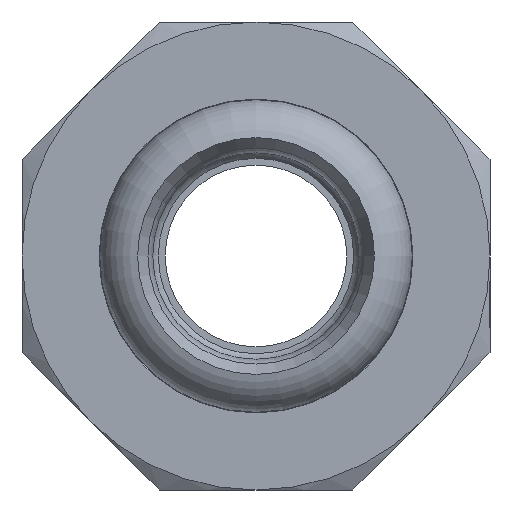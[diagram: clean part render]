
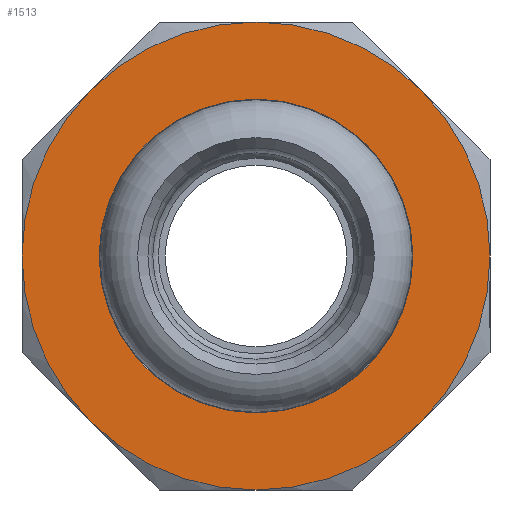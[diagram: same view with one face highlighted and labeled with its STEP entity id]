
A CAD part, front view. The second image highlights one B-rep face of the part: STEP entity #1513.
In plain terms, the highlighted planar face has unit normal (0, -1, 0).
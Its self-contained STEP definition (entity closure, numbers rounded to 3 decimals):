
#16=FACE_BOUND('',#382,.T.);
#39=PLANE('',#1710);
#291=FACE_OUTER_BOUND('',#381,.T.);
#381=EDGE_LOOP('',(#1238,#1239,#1240,#1241,#1242,#1243,#1244,#1245));
#382=EDGE_LOOP('',(#1246));
#509=CIRCLE('',#1678,17.);
#510=CIRCLE('',#1680,17.);
#511=CIRCLE('',#1682,17.);
#512=CIRCLE('',#1684,17.);
#513=CIRCLE('',#1686,17.);
#514=CIRCLE('',#1688,17.);
#515=CIRCLE('',#1690,17.);
#516=CIRCLE('',#1692,17.);
#523=CIRCLE('',#1711,11.4);
#657=VERTEX_POINT('',#2579);
#659=VERTEX_POINT('',#2584);
#660=VERTEX_POINT('',#2590);
#662=VERTEX_POINT('',#2600);
#664=VERTEX_POINT('',#2610);
#667=VERTEX_POINT('',#2624);
#669=VERTEX_POINT('',#2634);
#671=VERTEX_POINT('',#2644);
#679=VERTEX_POINT('',#2692);
#848=EDGE_CURVE('',#659,#657,#509,.T.);
#851=EDGE_CURVE('',#657,#660,#510,.T.);
#854=EDGE_CURVE('',#660,#662,#511,.T.);
#857=EDGE_CURVE('',#662,#664,#512,.T.);
#859=EDGE_CURVE('',#664,#667,#513,.T.);
#862=EDGE_CURVE('',#667,#669,#514,.T.);
#865=EDGE_CURVE('',#669,#671,#515,.T.);
#868=EDGE_CURVE('',#671,#659,#516,.T.);
#886=EDGE_CURVE('',#679,#679,#523,.T.);
#1238=ORIENTED_EDGE('',*,*,#862,.F.);
#1239=ORIENTED_EDGE('',*,*,#859,.F.);
#1240=ORIENTED_EDGE('',*,*,#857,.F.);
#1241=ORIENTED_EDGE('',*,*,#854,.F.);
#1242=ORIENTED_EDGE('',*,*,#851,.F.);
#1243=ORIENTED_EDGE('',*,*,#848,.F.);
#1244=ORIENTED_EDGE('',*,*,#868,.F.);
#1245=ORIENTED_EDGE('',*,*,#865,.F.);
#1246=ORIENTED_EDGE('',*,*,#886,.F.);
#1513=ADVANCED_FACE('',(#291,#16),#39,.T.);
#1678=AXIS2_PLACEMENT_3D('',#2588,#2030,#2031);
#1680=AXIS2_PLACEMENT_3D('',#2598,#2034,#2035);
#1682=AXIS2_PLACEMENT_3D('',#2608,#2038,#2039);
#1684=AXIS2_PLACEMENT_3D('',#2618,#2042,#2043);
#1686=AXIS2_PLACEMENT_3D('',#2625,#2046,#2047);
#1688=AXIS2_PLACEMENT_3D('',#2635,#2050,#2051);
#1690=AXIS2_PLACEMENT_3D('',#2645,#2054,#2055);
#1692=AXIS2_PLACEMENT_3D('',#2654,#2058,#2059);
#1710=AXIS2_PLACEMENT_3D('',#2691,#2104,#2105);
#1711=AXIS2_PLACEMENT_3D('',#2693,#2106,#2107);
#2030=DIRECTION('center_axis',(0.,1.,0.));
#2031=DIRECTION('ref_axis',(-1.,0.,0.));
#2034=DIRECTION('center_axis',(0.,1.,0.));
#2035=DIRECTION('ref_axis',(-1.,0.,0.));
#2038=DIRECTION('center_axis',(0.,1.,0.));
#2039=DIRECTION('ref_axis',(-1.,0.,0.));
#2042=DIRECTION('center_axis',(0.,1.,0.));
#2043=DIRECTION('ref_axis',(-1.,0.,0.));
#2046=DIRECTION('center_axis',(0.,1.,0.));
#2047=DIRECTION('ref_axis',(-1.,0.,0.));
#2050=DIRECTION('center_axis',(0.,1.,0.));
#2051=DIRECTION('ref_axis',(-1.,0.,0.));
#2054=DIRECTION('center_axis',(0.,1.,0.));
#2055=DIRECTION('ref_axis',(-1.,0.,0.));
#2058=DIRECTION('center_axis',(0.,1.,0.));
#2059=DIRECTION('ref_axis',(-1.,0.,0.));
#2104=DIRECTION('center_axis',(0.,-1.,0.));
#2105=DIRECTION('ref_axis',(0.,0.,1.));
#2106=DIRECTION('center_axis',(0.,-1.,0.));
#2107=DIRECTION('ref_axis',(0.,0.,1.));
#2579=CARTESIAN_POINT('',(0.,-7.5,17.));
#2584=CARTESIAN_POINT('',(-12.021,-7.5,12.021));
#2588=CARTESIAN_POINT('Origin',(0.,-7.5,0.));
#2590=CARTESIAN_POINT('',(12.021,-7.5,12.021));
#2598=CARTESIAN_POINT('Origin',(0.,-7.5,0.));
#2600=CARTESIAN_POINT('',(17.,-7.5,0.));
#2608=CARTESIAN_POINT('Origin',(0.,-7.5,0.));
#2610=CARTESIAN_POINT('',(12.021,-7.5,-12.021));
#2618=CARTESIAN_POINT('Origin',(0.,-7.5,0.));
#2624=CARTESIAN_POINT('',(0.,-7.5,-17.));
#2625=CARTESIAN_POINT('Origin',(0.,-7.5,0.));
#2634=CARTESIAN_POINT('',(-12.021,-7.5,-12.021));
#2635=CARTESIAN_POINT('Origin',(0.,-7.5,0.));
#2644=CARTESIAN_POINT('',(-17.,-7.5,0.));
#2645=CARTESIAN_POINT('Origin',(0.,-7.5,0.));
#2654=CARTESIAN_POINT('Origin',(0.,-7.5,0.));
#2691=CARTESIAN_POINT('Origin',(0.,-7.5,-17.));
#2692=CARTESIAN_POINT('',(0.,-7.5,-11.4));
#2693=CARTESIAN_POINT('Origin',(0.,-7.5,0.));
